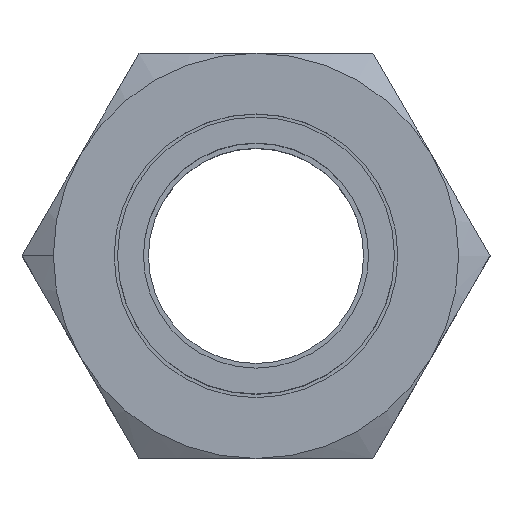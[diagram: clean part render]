
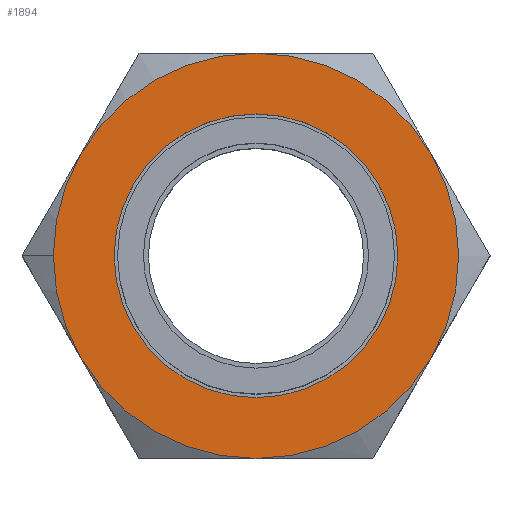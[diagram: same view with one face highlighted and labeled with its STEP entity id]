
A CAD part, top view. The second image highlights one B-rep face of the part: STEP entity #1894.
In plain terms, the highlighted planar face has unit normal (0, 0, 1).
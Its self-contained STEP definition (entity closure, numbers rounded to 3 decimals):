
#34 = CARTESIAN_POINT ( 'NONE',  ( 0., 0., 7.5 ) ) ;
#41 = DIRECTION ( 'NONE',  ( 1., 0., 0. ) ) ;
#42 = DIRECTION ( 'NONE',  ( 0., 0., 1. ) ) ;
#43 = AXIS2_PLACEMENT_3D ( 'NONE', #34, #42, #41 ) ;
#46 = CIRCLE ( 'NONE', #43, 15. ) ;
#273 = CARTESIAN_POINT ( 'NONE',  ( -12.99, 7.5, 7.5 ) ) ;
#276 = DIRECTION ( 'NONE',  ( 1., 0., 0. ) ) ;
#277 = DIRECTION ( 'NONE',  ( 0., 0., 1. ) ) ;
#278 = CARTESIAN_POINT ( 'NONE',  ( 0., 0., 7.5 ) ) ;
#279 = AXIS2_PLACEMENT_3D ( 'NONE', #278, #277, #276 ) ;
#280 = CIRCLE ( 'NONE', #279, 15. ) ;
#282 = CARTESIAN_POINT ( 'NONE',  ( -12.99, -7.5, 7.5 ) ) ;
#300 = CARTESIAN_POINT ( 'NONE',  ( -15., 0., 7.5 ) ) ;
#324 = CARTESIAN_POINT ( 'NONE',  ( 0., 15., 7.5 ) ) ;
#325 = CARTESIAN_POINT ( 'NONE',  ( 12.99, 7.5, 7.5 ) ) ;
#339 = DIRECTION ( 'NONE',  ( 1., 0., 0. ) ) ;
#340 = DIRECTION ( 'NONE',  ( 0., 0., 1. ) ) ;
#341 = CARTESIAN_POINT ( 'NONE',  ( 0., 0., 7.5 ) ) ;
#342 = AXIS2_PLACEMENT_3D ( 'NONE', #341, #340, #339 ) ;
#343 = CIRCLE ( 'NONE', #342, 15. ) ;
#790 = DIRECTION ( 'NONE',  ( 1., 0., 0. ) ) ;
#791 = DIRECTION ( 'NONE',  ( 0., 0., 1. ) ) ;
#792 = AXIS2_PLACEMENT_3D ( 'NONE', #803, #791, #790 ) ;
#793 = CIRCLE ( 'NONE', #792, 15. ) ;
#803 = CARTESIAN_POINT ( 'NONE',  ( 0., 0., 7.5 ) ) ;
#1380 = DIRECTION ( 'NONE',  ( 1., 0., 0. ) ) ;
#1391 = CIRCLE ( 'NONE', #1421, 15. ) ;
#1416 = DIRECTION ( 'NONE',  ( 0., 0., 1. ) ) ;
#1417 = CARTESIAN_POINT ( 'NONE',  ( 0., 0., 7.5 ) ) ;
#1421 = AXIS2_PLACEMENT_3D ( 'NONE', #1417, #1416, #1380 ) ;
#1432 = CIRCLE ( 'NONE', #1436, 15. ) ;
#1435 = CARTESIAN_POINT ( 'NONE',  ( 0., 0., 7.5 ) ) ;
#1436 = AXIS2_PLACEMENT_3D ( 'NONE', #1435, #1459, #1458 ) ;
#1458 = DIRECTION ( 'NONE',  ( 1., 0., 0. ) ) ;
#1459 = DIRECTION ( 'NONE',  ( 0., 0., 1. ) ) ;
#1478 = AXIS2_PLACEMENT_3D ( 'NONE', #1511, #1498, #1502 ) ;
#1481 = CIRCLE ( 'NONE', #1478, 10.5 ) ;
#1498 = DIRECTION ( 'NONE',  ( 0., 0., 1. ) ) ;
#1502 = DIRECTION ( 'NONE',  ( 1., 0., 0. ) ) ;
#1511 = CARTESIAN_POINT ( 'NONE',  ( 0., 0., 7.5 ) ) ;
#1521 = DIRECTION ( 'NONE',  ( 0., 0., -1. ) ) ;
#1522 = CARTESIAN_POINT ( 'NONE',  ( 0., 15., 7.5 ) ) ;
#1525 = DIRECTION ( 'NONE',  ( -1., 0., 0. ) ) ;
#1526 = AXIS2_PLACEMENT_3D ( 'NONE', #1522, #1521, #1525 ) ;
#1528 = PLANE ( 'NONE',  #1526 ) ;
#1531 = CARTESIAN_POINT ( 'NONE',  ( 0., -15., 7.5 ) ) ;
#1554 = CARTESIAN_POINT ( 'NONE',  ( 12.99, -7.5, 7.5 ) ) ;
#1602 = FACE_BOUND ( 'NONE', #1886, .T. ) ;
#1614 = FACE_OUTER_BOUND ( 'NONE', #1828, .T. ) ;
#1621 = DIRECTION ( 'NONE',  ( 1., 0., 0. ) ) ;
#1622 = CIRCLE ( 'NONE', #1623, 15. ) ;
#1623 = AXIS2_PLACEMENT_3D ( 'NONE', #1625, #1624, #1621 ) ;
#1624 = DIRECTION ( 'NONE',  ( 0., 0., 1. ) ) ;
#1625 = CARTESIAN_POINT ( 'NONE',  ( 0., 0., 7.5 ) ) ;
#1705 = VERTEX_POINT ( 'NONE', #2334 ) ;
#1706 = VERTEX_POINT ( 'NONE', #2333 ) ;
#1716 = EDGE_CURVE ( 'NONE', #1706, #1705, #2358, .T. ) ;
#1825 = ORIENTED_EDGE ( 'NONE', *, *, #1845, .F. ) ;
#1828 = EDGE_LOOP ( 'NONE', ( #1829, #2081, #2066, #2084, #2067, #2079, #2080 ) ) ;
#1829 = ORIENTED_EDGE ( 'NONE', *, *, #1898, .T. ) ;
#1845 = EDGE_CURVE ( 'NONE', #1705, #1706, #1481, .T. ) ;
#1867 = VERTEX_POINT ( 'NONE', #1531 ) ;
#1875 = EDGE_CURVE ( 'NONE', #1867, #1891, #1391, .T. ) ;
#1886 = EDGE_LOOP ( 'NONE', ( #1825, #1980 ) ) ;
#1891 = VERTEX_POINT ( 'NONE', #1554 ) ;
#1894 = ADVANCED_FACE ( 'NONE', ( #1602, #1614 ), #1528, .F. ) ;
#1898 = EDGE_CURVE ( 'NONE', #2002, #2003, #1622, .T. ) ;
#1921 = EDGE_CURVE ( 'NONE', #1891, #2002, #46, .T. ) ;
#1952 = EDGE_CURVE ( 'NONE', #1991, #1867, #1432, .T. ) ;
#1967 = EDGE_CURVE ( 'NONE', #1983, #1991, #280, .T. ) ;
#1971 = VERTEX_POINT ( 'NONE', #273 ) ;
#1980 = ORIENTED_EDGE ( 'NONE', *, *, #1716, .F. ) ;
#1983 = VERTEX_POINT ( 'NONE', #300 ) ;
#1991 = VERTEX_POINT ( 'NONE', #282 ) ;
#1994 = EDGE_CURVE ( 'NONE', #1971, #1983, #343, .T. ) ;
#2002 = VERTEX_POINT ( 'NONE', #325 ) ;
#2003 = VERTEX_POINT ( 'NONE', #324 ) ;
#2066 = ORIENTED_EDGE ( 'NONE', *, *, #1994, .T. ) ;
#2067 = ORIENTED_EDGE ( 'NONE', *, *, #1952, .T. ) ;
#2079 = ORIENTED_EDGE ( 'NONE', *, *, #1875, .T. ) ;
#2080 = ORIENTED_EDGE ( 'NONE', *, *, #1921, .T. ) ;
#2081 = ORIENTED_EDGE ( 'NONE', *, *, #2220, .T. ) ;
#2084 = ORIENTED_EDGE ( 'NONE', *, *, #1967, .T. ) ;
#2220 = EDGE_CURVE ( 'NONE', #2003, #1971, #793, .T. ) ;
#2333 = CARTESIAN_POINT ( 'NONE',  ( -10.5, 0., 7.5 ) ) ;
#2334 = CARTESIAN_POINT ( 'NONE',  ( 10.5, 0., 7.5 ) ) ;
#2352 = DIRECTION ( 'NONE',  ( 1., 0., 0. ) ) ;
#2353 = DIRECTION ( 'NONE',  ( 0., 0., 1. ) ) ;
#2354 = CARTESIAN_POINT ( 'NONE',  ( 0., 0., 7.5 ) ) ;
#2355 = AXIS2_PLACEMENT_3D ( 'NONE', #2354, #2353, #2352 ) ;
#2358 = CIRCLE ( 'NONE', #2355, 10.5 ) ;
